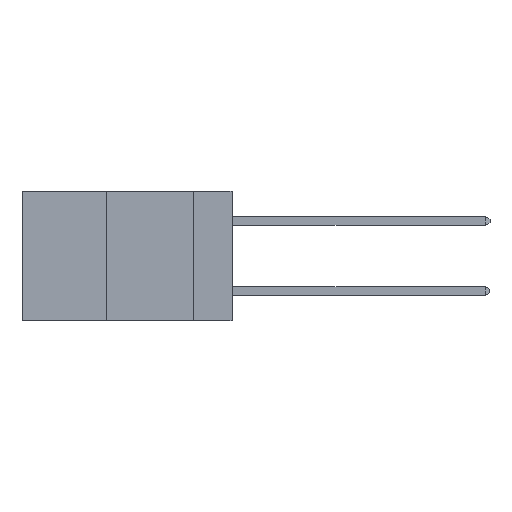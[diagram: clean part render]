
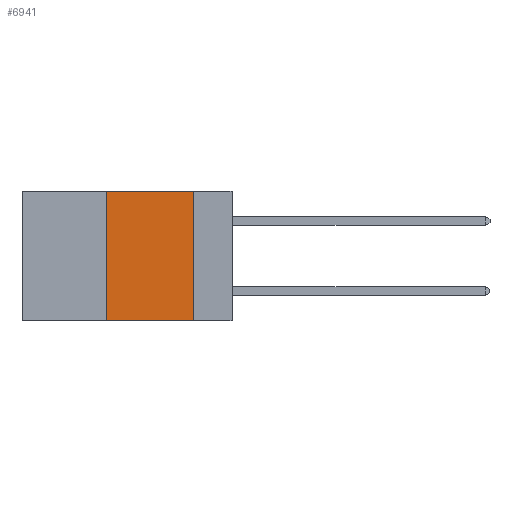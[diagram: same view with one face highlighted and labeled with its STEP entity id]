
A CAD part, left-side view. The second image highlights one B-rep face of the part: STEP entity #6941.
In plain terms, the highlighted planar face has unit normal (-1, 0, 0).
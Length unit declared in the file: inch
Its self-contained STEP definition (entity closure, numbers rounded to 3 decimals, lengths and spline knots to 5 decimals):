
#450 = LINE ( 'NONE', #7198, #3468 ) ;
#1272 = VERTEX_POINT ( 'NONE', #2639 ) ;
#1291 = CARTESIAN_POINT ( 'NONE',  ( 0., 0.6, -0.37 ) ) ;
#1321 = LINE ( 'NONE', #11737, #13589 ) ;
#1770 = DIRECTION ( 'NONE',  ( 0., -1., 0. ) ) ;
#2421 = PLANE ( 'NONE',  #5351 ) ;
#2639 = CARTESIAN_POINT ( 'NONE',  ( 0., 0.11, 0. ) ) ;
#3444 = EDGE_CURVE ( 'NONE', #14356, #12597, #13475, .T. ) ;
#3468 = VECTOR ( 'NONE', #10708, 39.37008 ) ;
#3684 = CARTESIAN_POINT ( 'NONE',  ( 0., 0.6, 0. ) ) ;
#3863 = LINE ( 'NONE', #5423, #9429 ) ;
#4939 = DIRECTION ( 'NONE',  ( 1., 0., 0. ) ) ;
#5351 = AXIS2_PLACEMENT_3D ( 'NONE', #3684, #4939, #13073 ) ;
#5423 = CARTESIAN_POINT ( 'NONE',  ( 0., 0.11, 0. ) ) ;
#5846 = CARTESIAN_POINT ( 'NONE',  ( 0., 0.36, 0. ) ) ;
#6109 = EDGE_CURVE ( 'NONE', #9058, #1272, #1321, .T. ) ;
#6941 = ADVANCED_FACE ( 'NONE', ( #9295 ), #2421, .F. ) ;
#7198 = CARTESIAN_POINT ( 'NONE',  ( 0., 0.36, 0. ) ) ;
#7498 = EDGE_CURVE ( 'NONE', #14356, #9058, #450, .T. ) ;
#7805 = DIRECTION ( 'NONE',  ( 0., 0., -1. ) ) ;
#7978 = CARTESIAN_POINT ( 'NONE',  ( 0., 0.36, -0.37 ) ) ;
#8003 = EDGE_CURVE ( 'NONE', #1272, #12597, #3863, .T. ) ;
#8265 = ORIENTED_EDGE ( 'NONE', *, *, #8003, .F. ) ;
#8310 = EDGE_LOOP ( 'NONE', ( #8265, #10766, #11606, #9955 ) ) ;
#9058 = VERTEX_POINT ( 'NONE', #5846 ) ;
#9295 = FACE_OUTER_BOUND ( 'NONE', #8310, .T. ) ;
#9429 = VECTOR ( 'NONE', #7805, 39.37008 ) ;
#9955 = ORIENTED_EDGE ( 'NONE', *, *, #3444, .T. ) ;
#10449 = VECTOR ( 'NONE', #1770, 39.37008 ) ;
#10708 = DIRECTION ( 'NONE',  ( 0., 0., 1. ) ) ;
#10766 = ORIENTED_EDGE ( 'NONE', *, *, #6109, .F. ) ;
#11606 = ORIENTED_EDGE ( 'NONE', *, *, #7498, .F. ) ;
#11737 = CARTESIAN_POINT ( 'NONE',  ( 0., 0.6, 0. ) ) ;
#12597 = VERTEX_POINT ( 'NONE', #13232 ) ;
#12884 = DIRECTION ( 'NONE',  ( 0., -1., 0. ) ) ;
#13073 = DIRECTION ( 'NONE',  ( 0., 0., -1. ) ) ;
#13232 = CARTESIAN_POINT ( 'NONE',  ( 0., 0.11, -0.37 ) ) ;
#13475 = LINE ( 'NONE', #1291, #10449 ) ;
#13589 = VECTOR ( 'NONE', #12884, 39.37008 ) ;
#14356 = VERTEX_POINT ( 'NONE', #7978 ) ;
